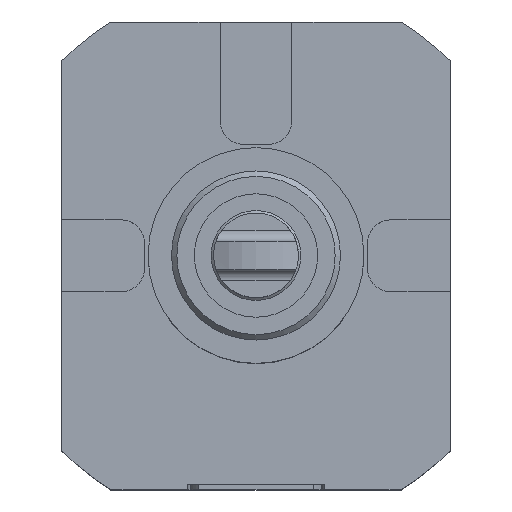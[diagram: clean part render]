
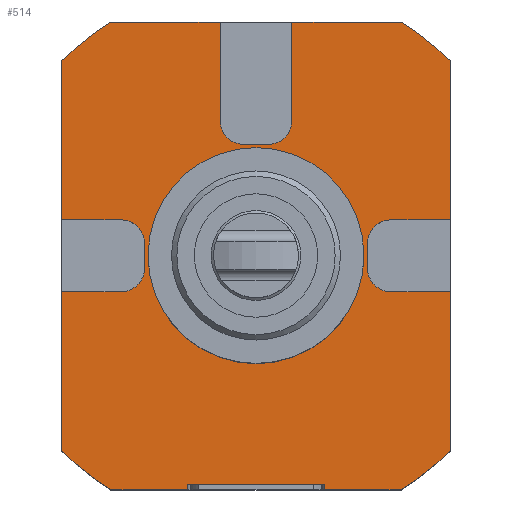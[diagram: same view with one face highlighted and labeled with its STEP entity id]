
A CAD part, top view. The second image highlights one B-rep face of the part: STEP entity #514.
In plain terms, the highlighted planar face has unit normal (0, 0, 1).
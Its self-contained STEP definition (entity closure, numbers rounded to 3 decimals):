
#71=LINE('',#2447,#185);
#80=LINE('',#2472,#194);
#83=LINE('',#2478,#197);
#89=LINE('',#2497,#203);
#92=LINE('',#2505,#206);
#95=LINE('',#2513,#209);
#102=LINE('',#2532,#216);
#105=LINE('',#2540,#219);
#108=LINE('',#2548,#222);
#114=LINE('',#2565,#228);
#118=LINE('',#2575,#232);
#121=LINE('',#2581,#235);
#125=LINE('',#2595,#239);
#126=LINE('',#2597,#240);
#132=LINE('',#2617,#246);
#135=LINE('',#2622,#249);
#137=LINE('',#2630,#251);
#138=LINE('',#2631,#252);
#142=LINE('',#2643,#256);
#143=LINE('',#2644,#257);
#185=VECTOR('',#1725,1.);
#194=VECTOR('',#1746,1.);
#197=VECTOR('',#1751,1.);
#203=VECTOR('',#1769,1.);
#206=VECTOR('',#1778,1.);
#209=VECTOR('',#1787,1.);
#216=VECTOR('',#1802,1.);
#219=VECTOR('',#1811,1.);
#222=VECTOR('',#1820,1.);
#228=VECTOR('',#1834,1.);
#232=VECTOR('',#1844,1.);
#235=VECTOR('',#1849,1.);
#239=VECTOR('',#1871,1.);
#240=VECTOR('',#1872,1.);
#246=VECTOR('',#1892,1.);
#249=VECTOR('',#1895,1.);
#251=VECTOR('',#1905,1.);
#252=VECTOR('',#1906,1.);
#256=VECTOR('',#1918,1.);
#257=VECTOR('',#1919,1.);
#386=PLANE('',#1565);
#401=CIRCLE('',#1470,30.);
#422=CIRCLE('',#1517,6.5);
#423=CIRCLE('',#1520,6.5);
#426=CIRCLE('',#1527,6.5);
#427=CIRCLE('',#1530,6.5);
#430=CIRCLE('',#1537,6.5);
#431=CIRCLE('',#1541,6.5);
#434=CIRCLE('',#1550,76.5);
#436=CIRCLE('',#1553,76.5);
#438=CIRCLE('',#1557,76.5);
#440=CIRCLE('',#1561,76.5);
#514=ADVANCED_FACE('',(#558,#559),#386,.F.);
#558=FACE_BOUND('',#660,.T.);
#559=FACE_BOUND('',#661,.T.);
#660=EDGE_LOOP('',(#986,#987,#988,#989,#990,#991,#992,#993,#994,#995,#996,
#997,#998,#999,#1000,#1001,#1002,#1003,#1004,#1005,#1006,#1007,#1008,#1009,
#1010,#1011,#1012,#1013,#1014,#1015));
#661=EDGE_LOOP('',(#1016));
#986=ORIENTED_EDGE('',*,*,#1288,.F.);
#987=ORIENTED_EDGE('',*,*,#1303,.T.);
#988=ORIENTED_EDGE('',*,*,#1360,.F.);
#989=ORIENTED_EDGE('',*,*,#1365,.F.);
#990=ORIENTED_EDGE('',*,*,#1386,.F.);
#991=ORIENTED_EDGE('',*,*,#1312,.F.);
#992=ORIENTED_EDGE('',*,*,#1314,.F.);
#993=ORIENTED_EDGE('',*,*,#1316,.F.);
#994=ORIENTED_EDGE('',*,*,#1318,.F.);
#995=ORIENTED_EDGE('',*,*,#1320,.F.);
#996=ORIENTED_EDGE('',*,*,#1385,.F.);
#997=ORIENTED_EDGE('',*,*,#1382,.F.);
#998=ORIENTED_EDGE('',*,*,#1379,.F.);
#999=ORIENTED_EDGE('',*,*,#1329,.F.);
#1000=ORIENTED_EDGE('',*,*,#1331,.F.);
#1001=ORIENTED_EDGE('',*,*,#1333,.F.);
#1002=ORIENTED_EDGE('',*,*,#1335,.F.);
#1003=ORIENTED_EDGE('',*,*,#1337,.F.);
#1004=ORIENTED_EDGE('',*,*,#1378,.F.);
#1005=ORIENTED_EDGE('',*,*,#1375,.F.);
#1006=ORIENTED_EDGE('',*,*,#1371,.F.);
#1007=ORIENTED_EDGE('',*,*,#1353,.F.);
#1008=ORIENTED_EDGE('',*,*,#1355,.F.);
#1009=ORIENTED_EDGE('',*,*,#1345,.F.);
#1010=ORIENTED_EDGE('',*,*,#1348,.F.);
#1011=ORIENTED_EDGE('',*,*,#1350,.F.);
#1012=ORIENTED_EDGE('',*,*,#1374,.F.);
#1013=ORIENTED_EDGE('',*,*,#1368,.F.);
#1014=ORIENTED_EDGE('',*,*,#1361,.F.);
#1015=ORIENTED_EDGE('',*,*,#1300,.T.);
#1016=ORIENTED_EDGE('',*,*,#1232,.T.);
#1094=VERTEX_POINT('',#2264);
#1138=VERTEX_POINT('',#2448);
#1139=VERTEX_POINT('',#2449);
#1147=VERTEX_POINT('',#2471);
#1149=VERTEX_POINT('',#2477);
#1156=VERTEX_POINT('',#2496);
#1157=VERTEX_POINT('',#2498);
#1158=VERTEX_POINT('',#2502);
#1159=VERTEX_POINT('',#2506);
#1160=VERTEX_POINT('',#2510);
#1161=VERTEX_POINT('',#2514);
#1168=VERTEX_POINT('',#2531);
#1169=VERTEX_POINT('',#2533);
#1170=VERTEX_POINT('',#2537);
#1171=VERTEX_POINT('',#2541);
#1172=VERTEX_POINT('',#2545);
#1173=VERTEX_POINT('',#2549);
#1180=VERTEX_POINT('',#2566);
#1181=VERTEX_POINT('',#2567);
#1182=VERTEX_POINT('',#2572);
#1183=VERTEX_POINT('',#2576);
#1184=VERTEX_POINT('',#2580);
#1185=VERTEX_POINT('',#2582);
#1186=VERTEX_POINT('',#2596);
#1187=VERTEX_POINT('',#2598);
#1190=VERTEX_POINT('',#2606);
#1192=VERTEX_POINT('',#2612);
#1194=VERTEX_POINT('',#2618);
#1196=VERTEX_POINT('',#2625);
#1198=VERTEX_POINT('',#2632);
#1200=VERTEX_POINT('',#2638);
#1232=EDGE_CURVE('',#1094,#1094,#401,.T.);
#1288=EDGE_CURVE('',#1138,#1139,#71,.T.);
#1300=EDGE_CURVE('',#1147,#1139,#80,.T.);
#1303=EDGE_CURVE('',#1138,#1149,#83,.T.);
#1312=EDGE_CURVE('',#1156,#1157,#89,.T.);
#1314=EDGE_CURVE('',#1158,#1156,#422,.T.);
#1316=EDGE_CURVE('',#1159,#1158,#92,.T.);
#1318=EDGE_CURVE('',#1160,#1159,#423,.T.);
#1320=EDGE_CURVE('',#1161,#1160,#95,.T.);
#1329=EDGE_CURVE('',#1168,#1169,#102,.T.);
#1331=EDGE_CURVE('',#1170,#1168,#426,.T.);
#1333=EDGE_CURVE('',#1171,#1170,#105,.T.);
#1335=EDGE_CURVE('',#1172,#1171,#427,.T.);
#1337=EDGE_CURVE('',#1173,#1172,#108,.T.);
#1345=EDGE_CURVE('',#1180,#1181,#114,.T.);
#1348=EDGE_CURVE('',#1182,#1180,#430,.T.);
#1350=EDGE_CURVE('',#1183,#1182,#118,.T.);
#1353=EDGE_CURVE('',#1184,#1185,#121,.T.);
#1355=EDGE_CURVE('',#1181,#1184,#431,.T.);
#1360=EDGE_CURVE('',#1186,#1149,#125,.T.);
#1361=EDGE_CURVE('',#1147,#1187,#126,.T.);
#1365=EDGE_CURVE('',#1190,#1186,#434,.T.);
#1368=EDGE_CURVE('',#1187,#1192,#436,.T.);
#1371=EDGE_CURVE('',#1185,#1194,#132,.T.);
#1374=EDGE_CURVE('',#1192,#1183,#135,.T.);
#1375=EDGE_CURVE('',#1194,#1196,#438,.T.);
#1378=EDGE_CURVE('',#1196,#1173,#137,.T.);
#1379=EDGE_CURVE('',#1169,#1198,#138,.T.);
#1382=EDGE_CURVE('',#1198,#1200,#440,.T.);
#1385=EDGE_CURVE('',#1200,#1161,#142,.T.);
#1386=EDGE_CURVE('',#1157,#1190,#143,.T.);
#1470=AXIS2_PLACEMENT_3D('',#2263,#1624,#1625);
#1517=AXIS2_PLACEMENT_3D('',#2501,#1773,#1774);
#1520=AXIS2_PLACEMENT_3D('',#2509,#1782,#1783);
#1527=AXIS2_PLACEMENT_3D('',#2536,#1806,#1807);
#1530=AXIS2_PLACEMENT_3D('',#2544,#1815,#1816);
#1537=AXIS2_PLACEMENT_3D('',#2571,#1839,#1840);
#1541=AXIS2_PLACEMENT_3D('',#2585,#1853,#1854);
#1550=AXIS2_PLACEMENT_3D('',#2605,#1878,#1879);
#1553=AXIS2_PLACEMENT_3D('',#2611,#1885,#1886);
#1557=AXIS2_PLACEMENT_3D('',#2624,#1898,#1899);
#1561=AXIS2_PLACEMENT_3D('',#2637,#1911,#1912);
#1565=AXIS2_PLACEMENT_3D('',#2647,#1923,#1924);
#1624=DIRECTION('',(0.,0.,-1.));
#1625=DIRECTION('',(0.,-1.,0.));
#1725=DIRECTION('',(-1.,0.,0.));
#1746=DIRECTION('',(0.,1.,0.));
#1751=DIRECTION('',(0.,-1.,0.));
#1769=DIRECTION('',(1.,0.,0.));
#1773=DIRECTION('',(0.,0.,1.));
#1774=DIRECTION('',(0.,1.,0.));
#1778=DIRECTION('',(0.,-1.,0.));
#1782=DIRECTION('',(0.,0.,1.));
#1783=DIRECTION('',(0.,1.,0.));
#1787=DIRECTION('',(-1.,0.,0.));
#1802=DIRECTION('',(0.,1.,0.));
#1806=DIRECTION('',(0.,0.,1.));
#1807=DIRECTION('',(0.,1.,0.));
#1811=DIRECTION('',(1.,0.,0.));
#1815=DIRECTION('',(0.,0.,1.));
#1816=DIRECTION('',(0.,1.,0.));
#1820=DIRECTION('',(0.,-1.,0.));
#1834=DIRECTION('',(0.,1.,0.));
#1839=DIRECTION('',(0.,0.,1.));
#1840=DIRECTION('',(0.,1.,0.));
#1844=DIRECTION('',(1.,0.,0.));
#1849=DIRECTION('',(-1.,0.,0.));
#1853=DIRECTION('',(0.,0.,1.));
#1854=DIRECTION('',(0.,-1.,0.));
#1871=DIRECTION('',(-1.,0.,0.));
#1872=DIRECTION('',(-1.,0.,0.));
#1878=DIRECTION('',(0.,0.,-1.));
#1879=DIRECTION('',(0.,1.,0.));
#1885=DIRECTION('',(0.,0.,-1.));
#1886=DIRECTION('',(0.,1.,0.));
#1892=DIRECTION('',(0.,1.,0.));
#1895=DIRECTION('',(0.,1.,0.));
#1898=DIRECTION('',(0.,0.,-1.));
#1899=DIRECTION('',(0.,1.,0.));
#1905=DIRECTION('',(1.,0.,0.));
#1906=DIRECTION('',(1.,0.,0.));
#1911=DIRECTION('',(0.,0.,-1.));
#1912=DIRECTION('',(0.,1.,0.));
#1918=DIRECTION('',(0.,-1.,0.));
#1919=DIRECTION('',(0.,-1.,0.));
#1923=DIRECTION('',(0.,0.,-1.));
#1924=DIRECTION('',(0.,1.,0.));
#2263=CARTESIAN_POINT('',(0.,0.,0.));
#2264=CARTESIAN_POINT('',(0.,-30.,0.));
#2447=CARTESIAN_POINT('',(0.,-63.5,0.));
#2448=CARTESIAN_POINT('',(19.,-63.5,0.));
#2449=CARTESIAN_POINT('',(-19.,-63.5,0.));
#2471=CARTESIAN_POINT('',(-19.,-65.,0.));
#2472=CARTESIAN_POINT('',(-19.,0.,0.));
#2477=CARTESIAN_POINT('',(19.,-65.,0.));
#2478=CARTESIAN_POINT('',(19.,0.,0.));
#2496=CARTESIAN_POINT('',(37.5,-10.,0.));
#2497=CARTESIAN_POINT('',(37.5,-10.,0.));
#2498=CARTESIAN_POINT('',(54.,-10.,0.));
#2501=CARTESIAN_POINT('',(37.5,-3.5,0.));
#2502=CARTESIAN_POINT('',(31.,-3.5,0.));
#2505=CARTESIAN_POINT('',(31.,3.5,0.));
#2506=CARTESIAN_POINT('',(31.,3.5,0.));
#2509=CARTESIAN_POINT('',(37.5,3.5,0.));
#2510=CARTESIAN_POINT('',(37.5,10.,0.));
#2513=CARTESIAN_POINT('',(64.224,10.,0.));
#2514=CARTESIAN_POINT('',(54.,10.,0.));
#2531=CARTESIAN_POINT('',(10.,37.5,0.));
#2532=CARTESIAN_POINT('',(10.,37.5,0.));
#2533=CARTESIAN_POINT('',(10.,65.,0.));
#2536=CARTESIAN_POINT('',(3.5,37.5,0.));
#2537=CARTESIAN_POINT('',(3.5,31.,0.));
#2540=CARTESIAN_POINT('',(-3.5,31.,0.));
#2541=CARTESIAN_POINT('',(-3.5,31.,0.));
#2544=CARTESIAN_POINT('',(-3.5,37.5,0.));
#2545=CARTESIAN_POINT('',(-10.,37.5,0.));
#2548=CARTESIAN_POINT('',(-10.,71.102,0.));
#2549=CARTESIAN_POINT('',(-10.,65.,0.));
#2565=CARTESIAN_POINT('',(-31.,-3.5,0.));
#2566=CARTESIAN_POINT('',(-31.,-3.5,0.));
#2567=CARTESIAN_POINT('',(-31.,3.5,0.));
#2571=CARTESIAN_POINT('',(-37.5,-3.5,0.));
#2572=CARTESIAN_POINT('',(-37.5,-10.,0.));
#2575=CARTESIAN_POINT('',(-68.69,-10.,0.));
#2576=CARTESIAN_POINT('',(-54.,-10.,0.));
#2580=CARTESIAN_POINT('',(-37.5,10.,0.));
#2581=CARTESIAN_POINT('',(-37.5,10.,0.));
#2582=CARTESIAN_POINT('',(-54.,10.,0.));
#2585=CARTESIAN_POINT('',(-37.5,3.5,0.));
#2595=CARTESIAN_POINT('',(40.339,-65.,0.));
#2596=CARTESIAN_POINT('',(40.339,-65.,0.));
#2597=CARTESIAN_POINT('',(40.339,-65.,0.));
#2598=CARTESIAN_POINT('',(-40.339,-65.,0.));
#2605=CARTESIAN_POINT('',(0.,0.,0.));
#2606=CARTESIAN_POINT('',(54.,-54.187,0.));
#2611=CARTESIAN_POINT('',(0.,0.,0.));
#2612=CARTESIAN_POINT('',(-54.,-54.187,0.));
#2617=CARTESIAN_POINT('',(-54.,-54.187,0.));
#2618=CARTESIAN_POINT('',(-54.,54.187,0.));
#2622=CARTESIAN_POINT('',(-54.,-54.187,0.));
#2624=CARTESIAN_POINT('',(0.,0.,0.));
#2625=CARTESIAN_POINT('',(-40.339,65.,0.));
#2630=CARTESIAN_POINT('',(-40.339,65.,0.));
#2631=CARTESIAN_POINT('',(-40.339,65.,0.));
#2632=CARTESIAN_POINT('',(40.339,65.,0.));
#2637=CARTESIAN_POINT('',(0.,0.,0.));
#2638=CARTESIAN_POINT('',(54.,54.187,0.));
#2643=CARTESIAN_POINT('',(54.,54.187,0.));
#2644=CARTESIAN_POINT('',(54.,54.187,0.));
#2647=CARTESIAN_POINT('',(0.,0.,0.));
